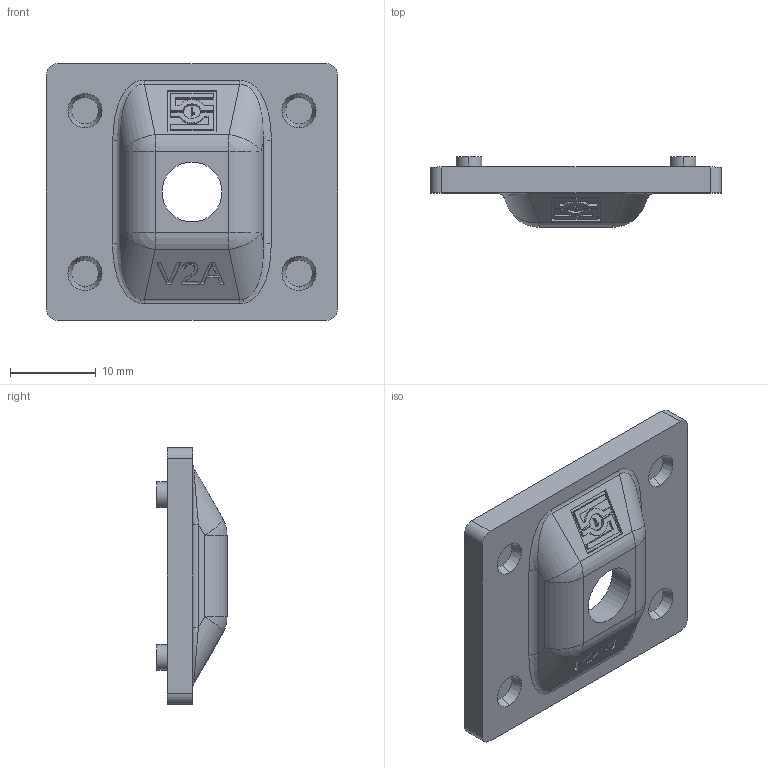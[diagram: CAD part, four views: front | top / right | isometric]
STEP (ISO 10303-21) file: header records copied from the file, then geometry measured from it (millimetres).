
FILE_DESCRIPTION (( 'STEP AP214' ), '1' );
FILE_NAME ('1130000763-00 - GD-1D-W3.STEP', '2025-02-19T09:59:16', ( '' ), ( '' ), 'SwSTEP 2.0', 'SolidWorks 2022', '' );
FILE_SCHEMA (( 'AUTOMOTIVE_DESIGN' ));
Length unit declared in the file: millimetre
Products named in the file (1): 1130000763-00 - GD-1D-W3
Bounding box: 34 x 8.2 x 30 mm (x, y, z)
Volume: 3161.1 mm3; surface area: 2732.3 mm2
Topology: 1 solids, 1 shells, 272 faces, 693 edges, 442 vertices
Faces by surface type: plane 165, bspline 53, cylinder 38, sphere 8, cone 8
Entity records: 10128 total; most frequent: CARTESIAN_POINT 4014, ORIENTED_EDGE 1370, DIRECTION 1048, EDGE_CURVE 685, VERTEX_POINT 442, VECTOR 436, LINE 436, AXIS2_PLACEMENT_3D 306
